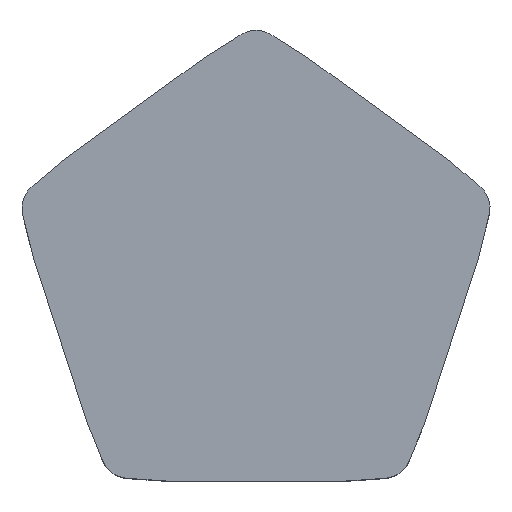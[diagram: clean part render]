
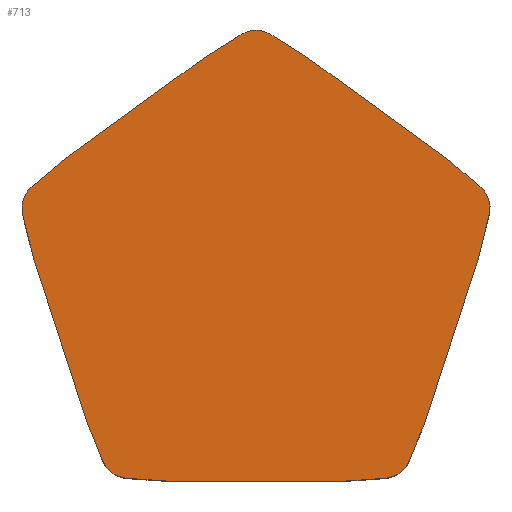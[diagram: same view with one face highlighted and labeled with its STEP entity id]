
A CAD part, top view. The second image highlights one B-rep face of the part: STEP entity #713.
In plain terms, the highlighted planar face has unit normal (0, 0, 1).
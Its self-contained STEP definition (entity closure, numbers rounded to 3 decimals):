
#20=DIRECTION('',(-0.848,0.53,0.));
#21=VECTOR('',#20,0.75);
#22=CARTESIAN_POINT('',(0.901,3.857,0.));
#23=LINE('',#22,#21);
#28=DIRECTION('',(-0.809,0.588,0.));
#29=VECTOR('',#28,3.076);
#30=CARTESIAN_POINT('',(3.39,2.049,0.));
#31=LINE('',#30,#29);
#35=DIRECTION('',(-0.766,0.643,0.));
#36=VECTOR('',#35,0.57);
#37=CARTESIAN_POINT('',(3.827,1.682,0.));
#38=LINE('',#37,#36);
#42=DIRECTION('',(-0.766,0.643,0.));
#43=VECTOR('',#42,0.18);
#44=CARTESIAN_POINT('',(3.964,1.567,0.));
#45=LINE('',#44,#43);
#49=CARTESIAN_POINT('',(3.643,1.184,0.));
#50=DIRECTION('',(0.,0.,1.));
#51=DIRECTION('',(0.97,-0.242,0.));
#52=AXIS2_PLACEMENT_3D('',#49,#50,#51);
#57=DIRECTION('',(0.242,0.97,0.));
#58=VECTOR('',#57,0.75);
#59=CARTESIAN_POINT('',(3.947,0.335,0.));
#60=LINE('',#59,#58);
#64=DIRECTION('',(0.309,0.951,0.));
#65=VECTOR('',#64,3.076);
#66=CARTESIAN_POINT('',(2.996,-2.591,0.));
#67=LINE('',#66,#65);
#71=DIRECTION('',(0.375,0.927,0.));
#72=VECTOR('',#71,0.57);
#73=CARTESIAN_POINT('',(2.782,-3.12,0.));
#74=LINE('',#73,#72);
#78=DIRECTION('',(0.375,0.927,0.));
#79=VECTOR('',#78,0.18);
#80=CARTESIAN_POINT('',(2.715,-3.286,0.));
#81=LINE('',#80,#79);
#85=CARTESIAN_POINT('',(2.251,-3.099,0.));
#86=DIRECTION('',(0.,0.,1.));
#87=DIRECTION('',(0.07,-0.998,0.));
#88=AXIS2_PLACEMENT_3D('',#85,#86,#87);
#93=DIRECTION('',(0.998,0.07,0.));
#94=VECTOR('',#93,0.75);
#95=CARTESIAN_POINT('',(1.538,-3.65,0.));
#96=LINE('',#95,#94);
#100=DIRECTION('',(1.,0.,0.));
#101=VECTOR('',#100,3.076);
#102=CARTESIAN_POINT('',(-1.538,-3.65,0.));
#103=LINE('',#102,#101);
#107=DIRECTION('',(0.998,-0.07,0.));
#108=VECTOR('',#107,0.57);
#109=CARTESIAN_POINT('',(-2.107,-3.61,0.));
#110=LINE('',#109,#108);
#114=DIRECTION('',(0.998,-0.07,0.));
#115=VECTOR('',#114,0.18);
#116=CARTESIAN_POINT('',(-2.286,-3.598,0.));
#117=LINE('',#116,#115);
#121=CARTESIAN_POINT('',(-2.251,-3.099,0.));
#122=DIRECTION('',(0.,0.,1.));
#123=DIRECTION('',(-0.927,-0.375,0.));
#124=AXIS2_PLACEMENT_3D('',#121,#122,#123);
#129=DIRECTION('',(0.375,-0.927,0.));
#130=VECTOR('',#129,0.75);
#131=CARTESIAN_POINT('',(-2.996,-2.591,0.));
#132=LINE('',#131,#130);
#136=DIRECTION('',(0.309,-0.951,0.));
#137=VECTOR('',#136,3.076);
#138=CARTESIAN_POINT('',(-3.947,0.335,0.));
#139=LINE('',#138,#137);
#143=DIRECTION('',(0.242,-0.97,0.));
#144=VECTOR('',#143,0.57);
#145=CARTESIAN_POINT('',(-4.085,0.888,0.));
#146=LINE('',#145,#144);
#150=DIRECTION('',(0.242,-0.97,0.));
#151=VECTOR('',#150,0.18);
#152=CARTESIAN_POINT('',(-4.128,1.063,0.));
#153=LINE('',#152,#151);
#157=CARTESIAN_POINT('',(-3.643,1.184,0.));
#158=DIRECTION('',(0.,0.,1.));
#159=DIRECTION('',(-0.643,0.766,0.));
#160=AXIS2_PLACEMENT_3D('',#157,#158,#159);
#165=DIRECTION('',(-0.766,-0.643,0.));
#166=VECTOR('',#165,0.75);
#167=CARTESIAN_POINT('',(-3.39,2.049,0.));
#168=LINE('',#167,#166);
#172=DIRECTION('',(-0.809,-0.588,0.));
#173=VECTOR('',#172,3.076);
#174=CARTESIAN_POINT('',(-0.901,3.857,0.));
#175=LINE('',#174,#173);
#179=DIRECTION('',(-0.848,-0.53,0.));
#180=VECTOR('',#179,0.57);
#181=CARTESIAN_POINT('',(-0.417,4.159,0.));
#182=LINE('',#181,#180);
#186=DIRECTION('',(-0.848,-0.53,0.));
#187=VECTOR('',#186,0.18);
#188=CARTESIAN_POINT('',(-0.265,4.254,0.));
#189=LINE('',#188,#187);
#193=CARTESIAN_POINT('',(0.,3.83,0.));
#194=DIRECTION('',(0.,0.,1.));
#195=DIRECTION('',(0.53,0.848,0.));
#196=AXIS2_PLACEMENT_3D('',#193,#194,#195);
#556=CARTESIAN_POINT('',(0.901,3.857,0.));
#557=CARTESIAN_POINT('',(0.265,4.254,0.));
#558=VERTEX_POINT('',#556);
#559=VERTEX_POINT('',#557);
#560=CARTESIAN_POINT('',(-0.265,4.254,0.));
#561=VERTEX_POINT('',#560);
#562=CARTESIAN_POINT('',(-0.417,4.159,0.));
#563=VERTEX_POINT('',#562);
#564=CARTESIAN_POINT('',(-0.901,3.857,0.));
#565=VERTEX_POINT('',#564);
#566=CARTESIAN_POINT('',(-3.39,2.049,0.));
#567=VERTEX_POINT('',#566);
#568=CARTESIAN_POINT('',(-3.964,1.567,0.));
#569=VERTEX_POINT('',#568);
#570=CARTESIAN_POINT('',(-4.128,1.063,0.));
#571=VERTEX_POINT('',#570);
#572=CARTESIAN_POINT('',(-4.085,0.888,0.));
#573=VERTEX_POINT('',#572);
#574=CARTESIAN_POINT('',(-3.947,0.335,0.));
#575=VERTEX_POINT('',#574);
#576=CARTESIAN_POINT('',(-2.996,-2.591,0.));
#577=VERTEX_POINT('',#576);
#578=CARTESIAN_POINT('',(-2.715,-3.286,0.));
#579=VERTEX_POINT('',#578);
#580=CARTESIAN_POINT('',(-2.286,-3.598,0.));
#581=VERTEX_POINT('',#580);
#582=CARTESIAN_POINT('',(-2.107,-3.61,0.));
#583=VERTEX_POINT('',#582);
#584=CARTESIAN_POINT('',(-1.538,-3.65,0.));
#585=VERTEX_POINT('',#584);
#586=CARTESIAN_POINT('',(1.538,-3.65,0.));
#587=VERTEX_POINT('',#586);
#588=CARTESIAN_POINT('',(2.286,-3.598,0.));
#589=VERTEX_POINT('',#588);
#590=CARTESIAN_POINT('',(2.715,-3.286,0.));
#591=VERTEX_POINT('',#590);
#592=CARTESIAN_POINT('',(2.782,-3.12,0.));
#593=VERTEX_POINT('',#592);
#594=CARTESIAN_POINT('',(2.996,-2.591,0.));
#595=VERTEX_POINT('',#594);
#596=CARTESIAN_POINT('',(3.947,0.335,0.));
#597=VERTEX_POINT('',#596);
#598=CARTESIAN_POINT('',(4.128,1.063,0.));
#599=VERTEX_POINT('',#598);
#600=CARTESIAN_POINT('',(3.964,1.567,0.));
#601=VERTEX_POINT('',#600);
#602=CARTESIAN_POINT('',(3.827,1.682,0.));
#603=VERTEX_POINT('',#602);
#604=CARTESIAN_POINT('',(3.39,2.049,0.));
#605=VERTEX_POINT('',#604);
#656=CARTESIAN_POINT('',(0.,0.,0.));
#657=DIRECTION('',(0.,0.,1.));
#658=DIRECTION('',(1.,0.,0.));
#659=AXIS2_PLACEMENT_3D('',#656,#657,#658);
#660=PLANE('',#659);
#662=ORIENTED_EDGE('',*,*,#661,.F.);
#664=ORIENTED_EDGE('',*,*,#663,.F.);
#666=ORIENTED_EDGE('',*,*,#665,.F.);
#668=ORIENTED_EDGE('',*,*,#667,.F.);
#670=ORIENTED_EDGE('',*,*,#669,.F.);
#672=ORIENTED_EDGE('',*,*,#671,.F.);
#674=ORIENTED_EDGE('',*,*,#673,.F.);
#676=ORIENTED_EDGE('',*,*,#675,.F.);
#678=ORIENTED_EDGE('',*,*,#677,.F.);
#680=ORIENTED_EDGE('',*,*,#679,.F.);
#682=ORIENTED_EDGE('',*,*,#681,.F.);
#684=ORIENTED_EDGE('',*,*,#683,.F.);
#686=ORIENTED_EDGE('',*,*,#685,.F.);
#688=ORIENTED_EDGE('',*,*,#687,.F.);
#690=ORIENTED_EDGE('',*,*,#689,.F.);
#692=ORIENTED_EDGE('',*,*,#691,.F.);
#694=ORIENTED_EDGE('',*,*,#693,.F.);
#696=ORIENTED_EDGE('',*,*,#695,.F.);
#698=ORIENTED_EDGE('',*,*,#697,.F.);
#700=ORIENTED_EDGE('',*,*,#699,.F.);
#702=ORIENTED_EDGE('',*,*,#701,.F.);
#704=ORIENTED_EDGE('',*,*,#703,.F.);
#706=ORIENTED_EDGE('',*,*,#705,.F.);
#708=ORIENTED_EDGE('',*,*,#707,.F.);
#710=ORIENTED_EDGE('',*,*,#709,.F.);
#711=EDGE_LOOP('',(#662,#664,#666,#668,#670,#672,#674,#676,#678,#680,#682,#684,
#686,#688,#690,#692,#694,#696,#698,#700,#702,#704,#706,#708,#710));
#712=FACE_OUTER_BOUND('',#711,.F.);
#53=CIRCLE('',#52,0.5);
#89=CIRCLE('',#88,0.5);
#125=CIRCLE('',#124,0.5);
#161=CIRCLE('',#160,0.5);
#197=CIRCLE('',#196,0.5);
#661=EDGE_CURVE('',#558,#559,#23,.T.);
#663=EDGE_CURVE('',#605,#558,#31,.T.);
#665=EDGE_CURVE('',#603,#605,#38,.T.);
#667=EDGE_CURVE('',#601,#603,#45,.T.);
#669=EDGE_CURVE('',#599,#601,#53,.T.);
#671=EDGE_CURVE('',#597,#599,#60,.T.);
#673=EDGE_CURVE('',#595,#597,#67,.T.);
#675=EDGE_CURVE('',#593,#595,#74,.T.);
#677=EDGE_CURVE('',#591,#593,#81,.T.);
#679=EDGE_CURVE('',#589,#591,#89,.T.);
#681=EDGE_CURVE('',#587,#589,#96,.T.);
#683=EDGE_CURVE('',#585,#587,#103,.T.);
#685=EDGE_CURVE('',#583,#585,#110,.T.);
#687=EDGE_CURVE('',#581,#583,#117,.T.);
#689=EDGE_CURVE('',#579,#581,#125,.T.);
#691=EDGE_CURVE('',#577,#579,#132,.T.);
#693=EDGE_CURVE('',#575,#577,#139,.T.);
#695=EDGE_CURVE('',#573,#575,#146,.T.);
#697=EDGE_CURVE('',#571,#573,#153,.T.);
#699=EDGE_CURVE('',#569,#571,#161,.T.);
#701=EDGE_CURVE('',#567,#569,#168,.T.);
#703=EDGE_CURVE('',#565,#567,#175,.T.);
#705=EDGE_CURVE('',#563,#565,#182,.T.);
#707=EDGE_CURVE('',#561,#563,#189,.T.);
#709=EDGE_CURVE('',#559,#561,#197,.T.);
#713=ADVANCED_FACE('',(#712),#660,.T.);
